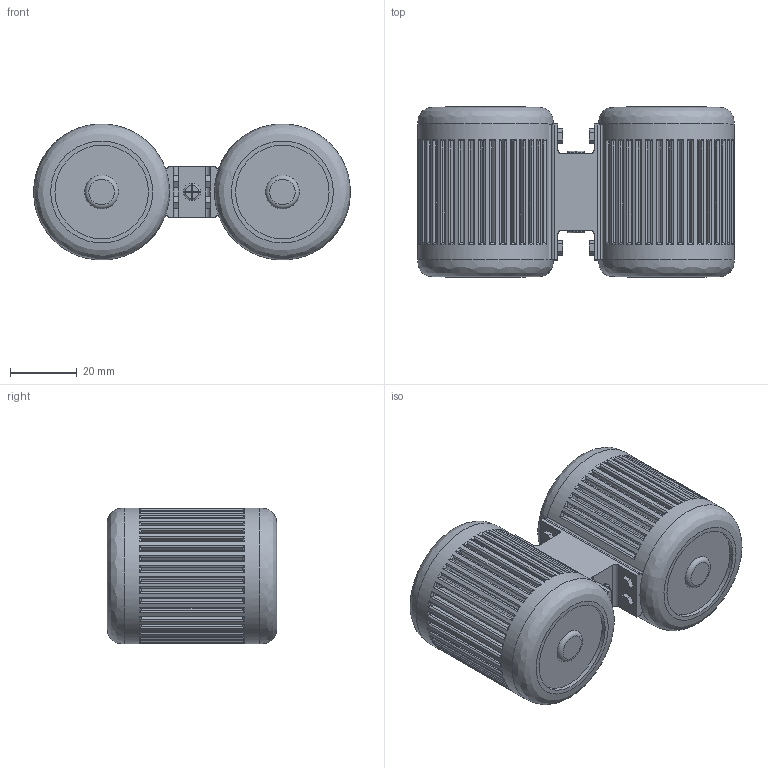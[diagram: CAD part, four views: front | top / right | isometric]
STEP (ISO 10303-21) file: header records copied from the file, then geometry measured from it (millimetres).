
FILE_DESCRIPTION( ( '' ), ' ' );
FILE_NAME( '5817856a5aa2f4106138e1e9.step', '2016-10-31T17:54:51', ( '' ), ( '' ), ' ', ' ', ' ' );
FILE_SCHEMA( ( 'AUTOMOTIVE_DESIGN { 1 0 10303 214 1 1 1 1 }' ) );
Length unit declared in the file: metre
Products named in the file (1): waistline
Bounding box: 94.68 x 50.8 x 40.64 mm (x, y, z)
Volume: 110495.7 mm3; surface area: 39239.9 mm2
Topology: 1 solids, 3 shells, 656 faces, 1714 edges, 1144 vertices
Faces by surface type: plane 388, cylinder 140, torus 124, bspline 4
Full cylindrical faces by diameter (mm): 18.228 x2, 27.94 x4
Entity records: 27167 total; most frequent: CARTESIAN_POINT 6512, ORIENTED_EDGE 3384, DIRECTION 2806, EDGE_CURVE 1692, VERTEX_POINT 1136, AXIS2_PLACEMENT_3D 945, LINE 916, VECTOR 916
